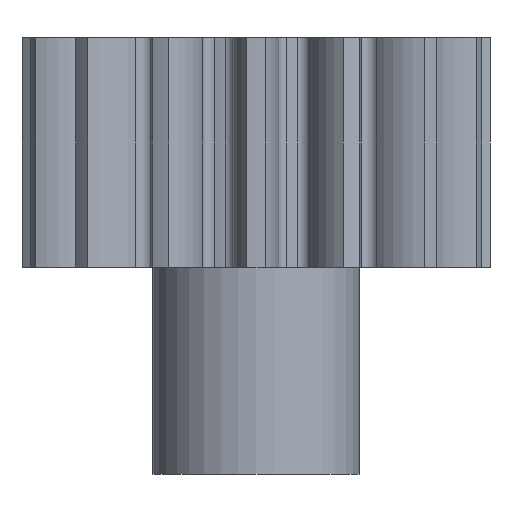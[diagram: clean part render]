
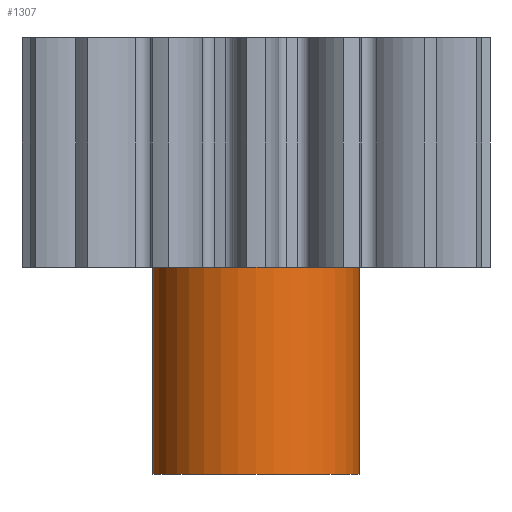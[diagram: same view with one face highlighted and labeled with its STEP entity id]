
A CAD part, front view. The second image highlights one B-rep face of the part: STEP entity #1307.
In plain terms, the highlighted cylindrical face has radius 4.5 mm (diameter 9 mm), a partial arc.
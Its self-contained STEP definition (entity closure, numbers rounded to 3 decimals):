
#1 = VERTEX_POINT ( 'NONE', #1265 ) ;
#17 = VERTEX_POINT ( 'NONE', #1360 ) ;
#30 = EDGE_CURVE ( 'NONE', #17, #1, #1412, .T. ) ;
#329 = VERTEX_POINT ( 'NONE', #1995 ) ;
#334 = EDGE_CURVE ( 'NONE', #329, #345, #1922, .T. ) ;
#345 = VERTEX_POINT ( 'NONE', #1870 ) ;
#1222 = ORIENTED_EDGE ( 'NONE', *, *, #30, .F. ) ;
#1265 = CARTESIAN_POINT ( 'NONE',  ( -4.5, 0., 1.5 ) ) ;
#1289 = ORIENTED_EDGE ( 'NONE', *, *, #1309, .T. ) ;
#1306 = ORIENTED_EDGE ( 'NONE', *, *, #1308, .T. ) ;
#1307 = ADVANCED_FACE ( 'NONE', ( #3803 ), #3664, .T. ) ;
#1308 = EDGE_CURVE ( 'NONE', #17, #329, #3661, .T. ) ;
#1309 = EDGE_CURVE ( 'NONE', #345, #1, #3794, .T. ) ;
#1311 = ORIENTED_EDGE ( 'NONE', *, *, #334, .T. ) ;
#1325 = EDGE_LOOP ( 'NONE', ( #1222, #1306, #1311, #1289 ) ) ;
#1360 = CARTESIAN_POINT ( 'NONE',  ( -4.5, 0., -9. ) ) ;
#1399 = DIRECTION ( 'NONE',  ( 0., 0., 1. ) ) ;
#1400 = VECTOR ( 'NONE', #1399, 1000. ) ;
#1401 = CARTESIAN_POINT ( 'NONE',  ( -4.5, 0., -9. ) ) ;
#1412 = LINE ( 'NONE', #1401, #1400 ) ;
#1870 = CARTESIAN_POINT ( 'NONE',  ( 4.5, 0., 1.5 ) ) ;
#1919 = DIRECTION ( 'NONE',  ( 0., 0., 1. ) ) ;
#1920 = VECTOR ( 'NONE', #1919, 1000. ) ;
#1921 = CARTESIAN_POINT ( 'NONE',  ( 4.5, 0., -9. ) ) ;
#1922 = LINE ( 'NONE', #1921, #1920 ) ;
#1995 = CARTESIAN_POINT ( 'NONE',  ( 4.5, 0., -9. ) ) ;
#3661 = CIRCLE ( 'NONE', #3790, 4.5 ) ;
#3662 = DIRECTION ( 'NONE',  ( 1., 0., 0. ) ) ;
#3663 = CARTESIAN_POINT ( 'NONE',  ( 0., 0., -9. ) ) ;
#3664 = CYLINDRICAL_SURFACE ( 'NONE', #3835, 4.5 ) ;
#3665 = CARTESIAN_POINT ( 'NONE',  ( 0., 0., -9. ) ) ;
#3781 = DIRECTION ( 'NONE',  ( -1., 0., 0. ) ) ;
#3782 = DIRECTION ( 'NONE',  ( 0., 0., -1. ) ) ;
#3783 = CARTESIAN_POINT ( 'NONE',  ( 0., 0., 1.5 ) ) ;
#3784 = AXIS2_PLACEMENT_3D ( 'NONE', #3783, #3782, #3781 ) ;
#3788 = DIRECTION ( 'NONE',  ( 1., 0., 0. ) ) ;
#3789 = DIRECTION ( 'NONE',  ( 0., 0., 1. ) ) ;
#3790 = AXIS2_PLACEMENT_3D ( 'NONE', #3665, #3789, #3788 ) ;
#3794 = CIRCLE ( 'NONE', #3784, 4.5 ) ;
#3802 = DIRECTION ( 'NONE',  ( 0., 0., 1. ) ) ;
#3803 = FACE_OUTER_BOUND ( 'NONE', #1325, .T. ) ;
#3835 = AXIS2_PLACEMENT_3D ( 'NONE', #3663, #3802, #3662 ) ;
